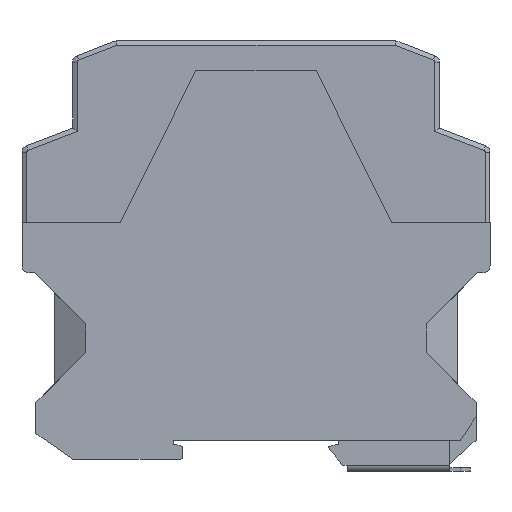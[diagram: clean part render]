
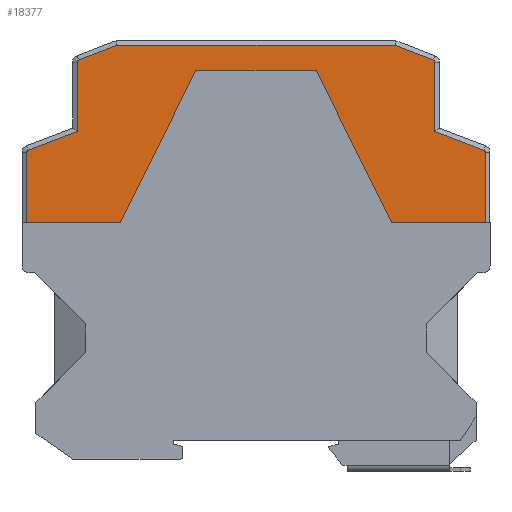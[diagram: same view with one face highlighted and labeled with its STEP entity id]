
A CAD part, left-side view. The second image highlights one B-rep face of the part: STEP entity #18377.
In plain terms, the highlighted face is planar.
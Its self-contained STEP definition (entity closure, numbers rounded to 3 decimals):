
#12911=CARTESIAN_POINT('',(-48.,91.368,3.8));
#12912=DIRECTION('',(0.,0.,-1.));
#12913=DIRECTION('',(-1.,0.,0.));
#12914=AXIS2_PLACEMENT_3D('',#12911,#12912,#12913);
#12919=DIRECTION('',(0.,1.,0.));
#12920=VECTOR('',#12919,14.868);
#12921=CARTESIAN_POINT('',(-48.5,76.5,3.8));
#12922=LINE('',#12921,#12920);
#12926=DIRECTION('',(-1.,0.,0.));
#12927=VECTOR('',#12926,19.75);
#12928=CARTESIAN_POINT('',(-28.75,76.5,
3.8));
#12929=LINE('',#12928,#12927);
#12933=DIRECTION('',(-0.446,-0.895,0.));
#12934=VECTOR('',#12933,35.978);
#12935=CARTESIAN_POINT('',(-12.7,108.7,
3.8));
#12936=LINE('',#12935,#12934);
#12940=DIRECTION('',(-1.,0.,0.));
#12941=VECTOR('',#12940,25.4);
#12942=CARTESIAN_POINT('',(12.7,108.7,3.8));
#12943=LINE('',#12942,#12941);
#12947=DIRECTION('',(-0.446,0.895,0.));
#12948=VECTOR('',#12947,35.978);
#12949=CARTESIAN_POINT('',(28.75,76.5,3.8));
#12950=LINE('',#12949,#12948);
#12954=DIRECTION('',(-1.,0.,0.));
#12955=VECTOR('',#12954,19.75);
#12956=CARTESIAN_POINT('',(48.5,76.5,3.8));
#12957=LINE('',#12956,#12955);
#12961=CARTESIAN_POINT('',(48.,91.368,3.8));
#12962=DIRECTION('',(0.,0.,-1.));
#12963=DIRECTION('',(0.358,0.934,0.));
#12964=AXIS2_PLACEMENT_3D('',#12961,#12962,#12963);
#12969=DIRECTION('',(0.934,-0.358,0.));
#12970=VECTOR('',#12969,11.115);
#12971=CARTESIAN_POINT('',(37.8,95.812,3.8));
#12972=LINE('',#12971,#12970);
#12976=DIRECTION('',(0.,-1.,0.));
#12977=VECTOR('',#12976,14.625);
#12978=CARTESIAN_POINT('',(37.8,110.438,3.8));
#12979=LINE('',#12978,#12977);
#12983=CARTESIAN_POINT('',(37.3,110.438,3.8));
#12984=DIRECTION('',(0.,0.,-1.));
#12985=DIRECTION('',(0.358,0.934,0.));
#12986=AXIS2_PLACEMENT_3D('',#12983,#12984,#12985);
#12991=DIRECTION('',(1.,0.,0.));
#12992=VECTOR('',#12991,58.829);
#12993=CARTESIAN_POINT('',(-29.415,114.,3.8));
#12994=LINE('',#12993,#12992);
#12998=DIRECTION('',(0.934,0.358,0.));
#12999=VECTOR('',#12998,8.638);
#13000=CARTESIAN_POINT('',(-37.479,110.904,3.8));
#13001=LINE('',#13000,#12999);
#13005=CARTESIAN_POINT('',(-37.3,110.438,3.8));
#13006=DIRECTION('',(0.,0.,-1.));
#13007=DIRECTION('',(-1.,0.,0.));
#13008=AXIS2_PLACEMENT_3D('',#13005,#13006,#13007);
#13013=DIRECTION('',(0.,1.,0.));
#13014=VECTOR('',#13013,14.625);
#13015=CARTESIAN_POINT('',(-37.8,95.812,3.8));
#13016=LINE('',#13015,#13014);
#13020=DIRECTION('',(0.934,0.358,0.));
#13021=VECTOR('',#13020,11.115);
#13022=CARTESIAN_POINT('',(-48.179,91.835,3.8));
#13023=LINE('',#13022,#13021);
#13155=DIRECTION('',(-0.934,0.358,0.));
#13156=VECTOR('',#13155,8.638);
#13157=CARTESIAN_POINT('',(37.479,110.904,3.8));
#13158=LINE('',#13157,#13156);
#13255=DIRECTION('',(0.,1.,0.));
#13256=VECTOR('',#13255,14.868);
#13257=CARTESIAN_POINT('',(48.5,76.5,3.8));
#13258=LINE('',#13257,#13256);
#16254=CARTESIAN_POINT('',(48.179,91.835,3.8));
#16255=CARTESIAN_POINT('',(48.5,91.368,3.8));
#16256=VERTEX_POINT('',#16254);
#16257=VERTEX_POINT('',#16255);
#16278=CARTESIAN_POINT('',(-37.8,110.438,3.8));
#16279=CARTESIAN_POINT('',(-37.479,110.904,3.8));
#16280=VERTEX_POINT('',#16278);
#16281=VERTEX_POINT('',#16279);
#16302=CARTESIAN_POINT('',(-48.5,76.5,3.8));
#16303=VERTEX_POINT('',#16302);
#16304=CARTESIAN_POINT('',(-28.75,76.5,
3.8));
#16305=VERTEX_POINT('',#16304);
#16384=CARTESIAN_POINT('',(12.7,108.7,3.8));
#16385=CARTESIAN_POINT('',(-12.7,108.7,
3.8));
#16386=VERTEX_POINT('',#16384);
#16387=VERTEX_POINT('',#16385);
#16428=CARTESIAN_POINT('',(48.5,76.5,3.8));
#16429=VERTEX_POINT('',#16428);
#16442=CARTESIAN_POINT('',(28.75,76.5,3.8));
#16443=VERTEX_POINT('',#16442);
#16698=CARTESIAN_POINT('',(-48.179,91.835,3.8));
#16699=CARTESIAN_POINT('',(-37.8,95.812,3.8));
#16700=VERTEX_POINT('',#16698);
#16701=VERTEX_POINT('',#16699);
#16706=CARTESIAN_POINT('',(37.8,95.812,3.8));
#16707=VERTEX_POINT('',#16706);
#16708=CARTESIAN_POINT('',(37.8,110.438,3.8));
#16709=VERTEX_POINT('',#16708);
#16764=CARTESIAN_POINT('',(29.415,114.,3.8));
#16765=VERTEX_POINT('',#16764);
#16766=CARTESIAN_POINT('',(-29.415,114.,3.8));
#16767=VERTEX_POINT('',#16766);
#16774=CARTESIAN_POINT('',(-48.5,91.368,3.8));
#16775=VERTEX_POINT('',#16774);
#16776=CARTESIAN_POINT('',(37.479,110.904,3.8));
#16777=VERTEX_POINT('',#16776);
#18335=CARTESIAN_POINT('',(-32.387,84.907,3.8));
#18336=DIRECTION('',(0.,0.,-1.));
#18337=DIRECTION('',(1.,0.,0.));
#18338=AXIS2_PLACEMENT_3D('',#18335,#18336,#18337);
#18339=PLANE('',#18338);
#18341=ORIENTED_EDGE('',*,*,#18340,.F.);
#18343=ORIENTED_EDGE('',*,*,#18342,.F.);
#18345=ORIENTED_EDGE('',*,*,#18344,.F.);
#18346=ORIENTED_EDGE('',*,*,#18323,.F.);
#18348=ORIENTED_EDGE('',*,*,#18347,.F.);
#18350=ORIENTED_EDGE('',*,*,#18349,.F.);
#18352=ORIENTED_EDGE('',*,*,#18351,.F.);
#18354=ORIENTED_EDGE('',*,*,#18353,.T.);
#18356=ORIENTED_EDGE('',*,*,#18355,.F.);
#18358=ORIENTED_EDGE('',*,*,#18357,.F.);
#18360=ORIENTED_EDGE('',*,*,#18359,.F.);
#18362=ORIENTED_EDGE('',*,*,#18361,.F.);
#18364=ORIENTED_EDGE('',*,*,#18363,.T.);
#18366=ORIENTED_EDGE('',*,*,#18365,.F.);
#18368=ORIENTED_EDGE('',*,*,#18367,.F.);
#18370=ORIENTED_EDGE('',*,*,#18369,.F.);
#18372=ORIENTED_EDGE('',*,*,#18371,.F.);
#18374=ORIENTED_EDGE('',*,*,#18373,.F.);
#18375=EDGE_LOOP('',(#18341,#18343,#18345,#18346,#18348,#18350,#18352,#18354,
#18356,#18358,#18360,#18362,#18364,#18366,#18368,#18370,#18372,#18374));
#18376=FACE_OUTER_BOUND('',#18375,.F.);
#18377=ADVANCED_FACE('',(#18376),#18339,.T.);
#12915=CIRCLE('',#12914,0.5);
#12965=CIRCLE('',#12964,0.5);
#12987=CIRCLE('',#12986,0.5);
#13009=CIRCLE('',#13008,0.5);
#18323=EDGE_CURVE('',#16387,#16305,#12936,.T.);
#18340=EDGE_CURVE('',#16775,#16700,#12915,.T.);
#18342=EDGE_CURVE('',#16303,#16775,#12922,.T.);
#18344=EDGE_CURVE('',#16305,#16303,#12929,.T.);
#18347=EDGE_CURVE('',#16386,#16387,#12943,.T.);
#18349=EDGE_CURVE('',#16443,#16386,#12950,.T.);
#18351=EDGE_CURVE('',#16429,#16443,#12957,.T.);
#18353=EDGE_CURVE('',#16429,#16257,#13258,.T.);
#18355=EDGE_CURVE('',#16256,#16257,#12965,.T.);
#18357=EDGE_CURVE('',#16707,#16256,#12972,.T.);
#18359=EDGE_CURVE('',#16709,#16707,#12979,.T.);
#18361=EDGE_CURVE('',#16777,#16709,#12987,.T.);
#18363=EDGE_CURVE('',#16777,#16765,#13158,.T.);
#18365=EDGE_CURVE('',#16767,#16765,#12994,.T.);
#18367=EDGE_CURVE('',#16281,#16767,#13001,.T.);
#18369=EDGE_CURVE('',#16280,#16281,#13009,.T.);
#18371=EDGE_CURVE('',#16701,#16280,#13016,.T.);
#18373=EDGE_CURVE('',#16700,#16701,#13023,.T.);
